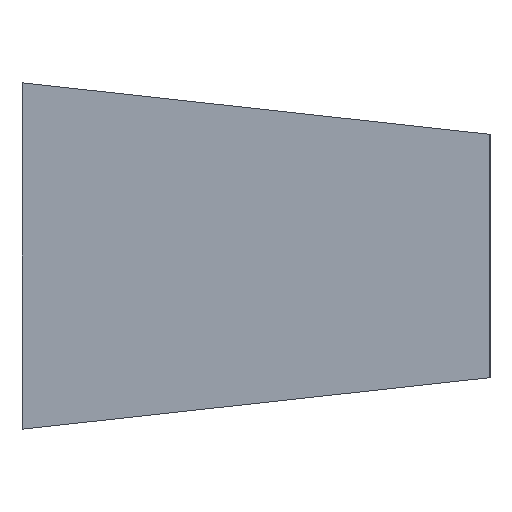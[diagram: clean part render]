
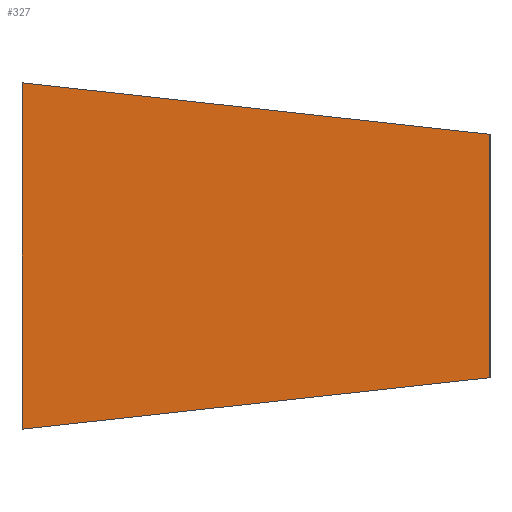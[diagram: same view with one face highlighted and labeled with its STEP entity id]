
A CAD part, left-side view. The second image highlights one B-rep face of the part: STEP entity #327.
In plain terms, the highlighted planar face has unit normal (-1, 0, 0).
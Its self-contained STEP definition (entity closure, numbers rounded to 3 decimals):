
#2 = VECTOR ( 'NONE', #355, 1000. ) ;
#15 = LINE ( 'NONE', #270, #236 ) ;
#18 = FACE_OUTER_BOUND ( 'NONE', #233, .T. ) ;
#86 = CARTESIAN_POINT ( 'NONE',  ( -50., 25., 9.25 ) ) ;
#87 = EDGE_CURVE ( 'NONE', #424, #274, #15, .T. ) ;
#128 = VERTEX_POINT ( 'NONE', #182 ) ;
#132 = DIRECTION ( 'NONE',  ( 1., 0., 0. ) ) ;
#161 = DIRECTION ( 'NONE',  ( 0., 0., -1. ) ) ;
#168 = DIRECTION ( 'NONE',  ( 0., 0., 1. ) ) ;
#182 = CARTESIAN_POINT ( 'NONE',  ( -50., 25., 9.25 ) ) ;
#183 = CARTESIAN_POINT ( 'NONE',  ( -50., 0., -6.5 ) ) ;
#206 = ORIENTED_EDGE ( 'NONE', *, *, #316, .F. ) ;
#207 = CARTESIAN_POINT ( 'NONE',  ( -50., 0., 6.5 ) ) ;
#211 = CARTESIAN_POINT ( 'NONE',  ( -50., 25., -9.25 ) ) ;
#233 = EDGE_LOOP ( 'NONE', ( #287, #395, #244, #206 ) ) ;
#236 = VECTOR ( 'NONE', #414, 1000. ) ;
#244 = ORIENTED_EDGE ( 'NONE', *, *, #330, .F. ) ;
#270 = CARTESIAN_POINT ( 'NONE',  ( -50., 0., -6.5 ) ) ;
#274 = VERTEX_POINT ( 'NONE', #211 ) ;
#276 = PLANE ( 'NONE',  #357 ) ;
#286 = EDGE_CURVE ( 'NONE', #457, #424, #351, .T. ) ;
#287 = ORIENTED_EDGE ( 'NONE', *, *, #87, .F. ) ;
#309 = LINE ( 'NONE', #86, #415 ) ;
#312 = CARTESIAN_POINT ( 'NONE',  ( -50., 25., -9.25 ) ) ;
#316 = EDGE_CURVE ( 'NONE', #274, #128, #386, .T. ) ;
#327 = ADVANCED_FACE ( 'NONE', ( #18 ), #276, .F. ) ;
#330 = EDGE_CURVE ( 'NONE', #128, #457, #309, .T. ) ;
#351 = LINE ( 'NONE', #207, #2 ) ;
#355 = DIRECTION ( 'NONE',  ( 0., 0., -1. ) ) ;
#357 = AXIS2_PLACEMENT_3D ( 'NONE', #427, #132, #161 ) ;
#386 = LINE ( 'NONE', #312, #433 ) ;
#395 = ORIENTED_EDGE ( 'NONE', *, *, #286, .F. ) ;
#414 = DIRECTION ( 'NONE',  ( 0., 0.994, -0.109 ) ) ;
#415 = VECTOR ( 'NONE', #456, 1000. ) ;
#424 = VERTEX_POINT ( 'NONE', #183 ) ;
#427 = CARTESIAN_POINT ( 'NONE',  ( -50., 0., 0. ) ) ;
#433 = VECTOR ( 'NONE', #168, 1000. ) ;
#439 = CARTESIAN_POINT ( 'NONE',  ( -50., 0., 6.5 ) ) ;
#456 = DIRECTION ( 'NONE',  ( 0., -0.994, -0.109 ) ) ;
#457 = VERTEX_POINT ( 'NONE', #439 ) ;
